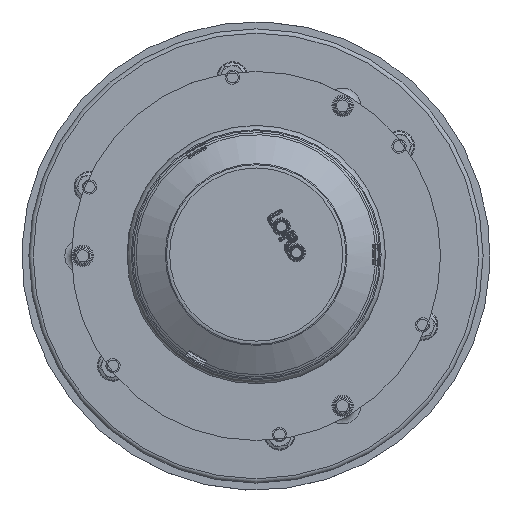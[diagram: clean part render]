
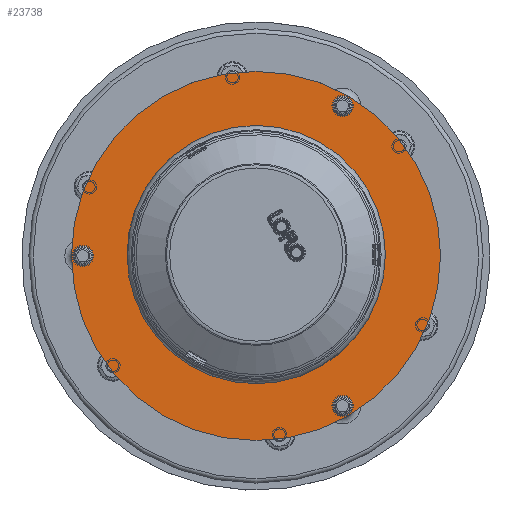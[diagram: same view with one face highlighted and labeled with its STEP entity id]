
A CAD part, top view. The second image highlights one B-rep face of the part: STEP entity #23738.
In plain terms, the highlighted planar face has unit normal (0, 0, 1).
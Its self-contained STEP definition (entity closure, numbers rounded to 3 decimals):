
#1044=FACE_BOUND('',#5232,.T.);
#1045=FACE_BOUND('',#5233,.T.);
#1046=FACE_BOUND('',#5234,.T.);
#1047=FACE_BOUND('',#5235,.T.);
#1723=CIRCLE('',#29914,4.);
#1725=CIRCLE('',#29917,84.5);
#1727=CIRCLE('',#29920,4.);
#1729=CIRCLE('',#29923,4.);
#1731=CIRCLE('',#29926,130.);
#3617=FACE_OUTER_BOUND('',#5231,.T.);
#5231=EDGE_LOOP('',(#15011));
#5232=EDGE_LOOP('',(#15012));
#5233=EDGE_LOOP('',(#15013));
#5234=EDGE_LOOP('',(#15014));
#5235=EDGE_LOOP('',(#15015));
#7164=VERTEX_POINT('',#42278);
#7166=VERTEX_POINT('',#42284);
#7168=VERTEX_POINT('',#42290);
#7170=VERTEX_POINT('',#42296);
#7172=VERTEX_POINT('',#42302);
#10146=EDGE_CURVE('',#7164,#7164,#1723,.T.);
#10149=EDGE_CURVE('',#7166,#7166,#1725,.T.);
#10152=EDGE_CURVE('',#7168,#7168,#1727,.T.);
#10155=EDGE_CURVE('',#7170,#7170,#1729,.T.);
#10158=EDGE_CURVE('',#7172,#7172,#1731,.T.);
#15011=ORIENTED_EDGE('',*,*,#10158,.T.);
#15012=ORIENTED_EDGE('',*,*,#10155,.T.);
#15013=ORIENTED_EDGE('',*,*,#10152,.T.);
#15014=ORIENTED_EDGE('',*,*,#10149,.T.);
#15015=ORIENTED_EDGE('',*,*,#10146,.T.);
#22593=PLANE('',#29928);
#23738=ADVANCED_FACE('',(#3617,#1044,#1045,#1046,#1047),#22593,.T.);
#29914=AXIS2_PLACEMENT_3D('',#42280,#33920,#33921);
#29917=AXIS2_PLACEMENT_3D('',#42286,#33927,#33928);
#29920=AXIS2_PLACEMENT_3D('',#42292,#33934,#33935);
#29923=AXIS2_PLACEMENT_3D('',#42298,#33941,#33942);
#29926=AXIS2_PLACEMENT_3D('',#42304,#33948,#33949);
#29928=AXIS2_PLACEMENT_3D('',#42306,#33952,#33953);
#33920=DIRECTION('center_axis',(0.,0.,-1.));
#33921=DIRECTION('ref_axis',(0.,-1.,0.));
#33927=DIRECTION('center_axis',(0.,0.,-1.));
#33928=DIRECTION('ref_axis',(0.,1.,0.));
#33934=DIRECTION('center_axis',(0.,0.,-1.));
#33935=DIRECTION('ref_axis',(0.,1.,0.));
#33941=DIRECTION('center_axis',(0.,0.,-1.));
#33942=DIRECTION('ref_axis',(0.,1.,0.));
#33948=DIRECTION('center_axis',(0.,0.,1.));
#33949=DIRECTION('ref_axis',(0.,1.,0.));
#33952=DIRECTION('center_axis',(0.,0.,1.));
#33953=DIRECTION('ref_axis',(1.,0.,0.));
#42278=CARTESIAN_POINT('',(-61.,-101.655,1.5));
#42280=CARTESIAN_POINT('Origin',(-61.,-105.655,1.5));
#42284=CARTESIAN_POINT('',(0.,-84.5,1.5));
#42286=CARTESIAN_POINT('Origin',(0.,0.,1.5));
#42290=CARTESIAN_POINT('',(122.,-4.,1.5));
#42292=CARTESIAN_POINT('Origin',(122.,0.,1.5));
#42296=CARTESIAN_POINT('',(-61.,101.655,1.5));
#42298=CARTESIAN_POINT('Origin',(-61.,105.655,1.5));
#42302=CARTESIAN_POINT('',(0.,-130.,1.5));
#42304=CARTESIAN_POINT('Origin',(0.,0.,1.5));
#42306=CARTESIAN_POINT('Origin',(0.,0.,1.5));
